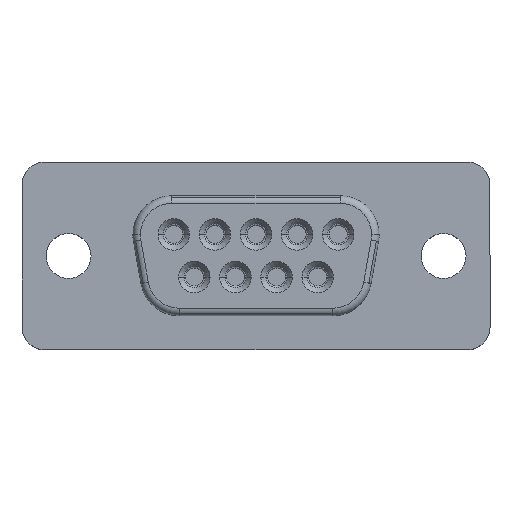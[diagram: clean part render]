
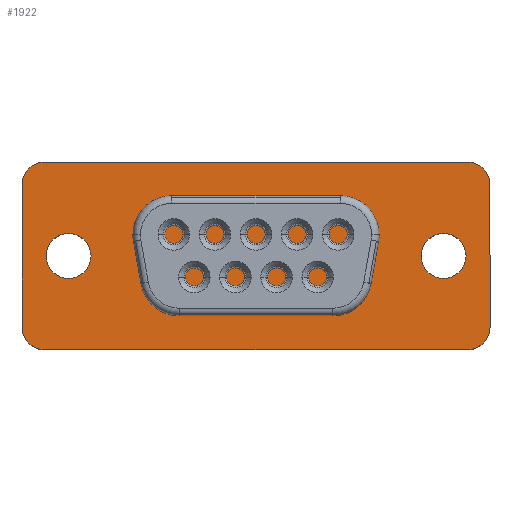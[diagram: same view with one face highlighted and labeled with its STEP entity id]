
A CAD part, top view. The second image highlights one B-rep face of the part: STEP entity #1922.
In plain terms, the highlighted planar face has unit normal (0, 0, 1).
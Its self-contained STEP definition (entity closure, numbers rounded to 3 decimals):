
#1382=CARTESIAN_POINT('',(15.161,-5.811,6.2));
#1383=VERTEX_POINT('',#1382);
#1399=CARTESIAN_POINT('',(15.6,-4.75,6.2));
#1400=VERTEX_POINT('',#1399);
#1407=CARTESIAN_POINT('',(14.1,-4.75,6.2));
#1408=DIRECTION('',(0.0,0.0,-1.));
#1409=DIRECTION('',(0.707,-0.707,0.0));
#1410=AXIS2_PLACEMENT_3D('',#1407,#1408,#1409);
#1411=CIRCLE('',#1410,1.5);
#1412=EDGE_CURVE('',#1400,#1383,#1411,.T.);
#1424=CARTESIAN_POINT('',(15.161,5.811,6.2));
#1425=VERTEX_POINT('',#1424);
#1441=CARTESIAN_POINT('',(14.1,6.25,6.2));
#1442=VERTEX_POINT('',#1441);
#1449=CARTESIAN_POINT('',(14.1,4.75,6.2));
#1450=DIRECTION('',(0.0,0.0,-1.));
#1451=DIRECTION('',(0.707,0.707,0.0));
#1452=AXIS2_PLACEMENT_3D('',#1449,#1450,#1451);
#1453=CIRCLE('',#1452,1.5);
#1454=EDGE_CURVE('',#1442,#1425,#1453,.T.);
#1466=CARTESIAN_POINT('',(-15.161,5.811,6.2));
#1467=VERTEX_POINT('',#1466);
#1483=CARTESIAN_POINT('',(-15.6,4.75,6.2));
#1484=VERTEX_POINT('',#1483);
#1491=CARTESIAN_POINT('',(-14.1,4.75,6.2));
#1492=DIRECTION('',(0.0,0.0,-1.0));
#1493=DIRECTION('',(-0.707,0.707,0.0));
#1494=AXIS2_PLACEMENT_3D('',#1491,#1492,#1493);
#1495=CIRCLE('',#1494,1.5);
#1496=EDGE_CURVE('',#1484,#1467,#1495,.T.);
#1508=CARTESIAN_POINT('',(-15.161,-5.811,6.2));
#1509=VERTEX_POINT('',#1508);
#1525=CARTESIAN_POINT('',(-14.1,-6.25,6.2));
#1526=VERTEX_POINT('',#1525);
#1533=CARTESIAN_POINT('',(-14.1,-4.75,6.2));
#1534=DIRECTION('',(0.0,0.0,-1.0));
#1535=DIRECTION('',(-0.707,-0.707,0.0));
#1536=AXIS2_PLACEMENT_3D('',#1533,#1534,#1535);
#1537=CIRCLE('',#1536,1.5);
#1538=EDGE_CURVE('',#1526,#1509,#1537,.T.);
#1550=CARTESIAN_POINT('',(14.,0.,6.2));
#1551=VERTEX_POINT('',#1550);
#1567=CARTESIAN_POINT('',(11.,0.,6.2));
#1568=VERTEX_POINT('',#1567);
#1575=CARTESIAN_POINT('',(12.5,0.,6.2));
#1576=DIRECTION('',(0.0,0.0,-1.0));
#1577=DIRECTION('',(1.0,0.0,0.0));
#1578=AXIS2_PLACEMENT_3D('',#1575,#1576,#1577);
#1579=CIRCLE('',#1578,1.5);
#1580=EDGE_CURVE('',#1551,#1568,#1579,.T.);
#1592=CARTESIAN_POINT('',(-11.,0.,6.2));
#1593=VERTEX_POINT('',#1592);
#1609=CARTESIAN_POINT('',(-14.,0.,6.2));
#1610=VERTEX_POINT('',#1609);
#1617=CARTESIAN_POINT('',(-12.5,0.,6.2));
#1618=DIRECTION('',(0.0,0.0,-1.0));
#1619=DIRECTION('',(1.0,0.0,0.0));
#1620=AXIS2_PLACEMENT_3D('',#1617,#1618,#1619);
#1621=CIRCLE('',#1620,1.5);
#1622=EDGE_CURVE('',#1593,#1610,#1621,.T.);
#1633=CARTESIAN_POINT('',(-12.5,0.,6.2));
#1634=DIRECTION('',(0.0,0.0,-1.0));
#1635=DIRECTION('',(1.0,0.0,0.0));
#1636=AXIS2_PLACEMENT_3D('',#1633,#1634,#1635);
#1637=CIRCLE('',#1636,1.5);
#1638=EDGE_CURVE('',#1610,#1593,#1637,.T.);
#1657=CARTESIAN_POINT('',(12.5,0.,6.2));
#1658=DIRECTION('',(0.0,0.0,-1.0));
#1659=DIRECTION('',(1.0,0.0,0.0));
#1660=AXIS2_PLACEMENT_3D('',#1657,#1658,#1659);
#1661=CIRCLE('',#1660,1.5);
#1662=EDGE_CURVE('',#1568,#1551,#1661,.T.);
#1681=CARTESIAN_POINT('',(-15.6,-4.75,6.2));
#1682=VERTEX_POINT('',#1681);
#1683=CARTESIAN_POINT('',(-14.1,-4.75,6.2));
#1684=DIRECTION('',(0.0,0.0,-1.0));
#1685=DIRECTION('',(-0.707,-0.707,0.0));
#1686=AXIS2_PLACEMENT_3D('',#1683,#1684,#1685);
#1687=CIRCLE('',#1686,1.5);
#1688=EDGE_CURVE('',#1509,#1682,#1687,.T.);
#1713=CARTESIAN_POINT('',(-15.6,-4.75,6.2));
#1714=DIRECTION('',(0.,1.0,0.0));
#1715=VECTOR('',#1714,9.5);
#1716=LINE('',#1713,#1715);
#1717=EDGE_CURVE('',#1682,#1484,#1716,.T.);
#1736=CARTESIAN_POINT('',(-14.1,6.25,6.2));
#1737=VERTEX_POINT('',#1736);
#1738=CARTESIAN_POINT('',(-14.1,4.75,6.2));
#1739=DIRECTION('',(0.0,0.0,-1.0));
#1740=DIRECTION('',(-0.707,0.707,0.0));
#1741=AXIS2_PLACEMENT_3D('',#1738,#1739,#1740);
#1742=CIRCLE('',#1741,1.5);
#1743=EDGE_CURVE('',#1467,#1737,#1742,.T.);
#1768=CARTESIAN_POINT('',(-14.1,6.25,6.2));
#1769=DIRECTION('',(1.0,0.0,0.0));
#1770=VECTOR('',#1769,28.2);
#1771=LINE('',#1768,#1770);
#1772=EDGE_CURVE('',#1737,#1442,#1771,.T.);
#1791=CARTESIAN_POINT('',(15.6,4.75,6.2));
#1792=VERTEX_POINT('',#1791);
#1793=CARTESIAN_POINT('',(14.1,4.75,6.2));
#1794=DIRECTION('',(0.0,0.0,-1.));
#1795=DIRECTION('',(0.707,0.707,0.0));
#1796=AXIS2_PLACEMENT_3D('',#1793,#1794,#1795);
#1797=CIRCLE('',#1796,1.5);
#1798=EDGE_CURVE('',#1425,#1792,#1797,.T.);
#1823=CARTESIAN_POINT('',(15.6,4.75,6.2));
#1824=DIRECTION('',(0.0,-1.0,0.0));
#1825=VECTOR('',#1824,9.5);
#1826=LINE('',#1823,#1825);
#1827=EDGE_CURVE('',#1792,#1400,#1826,.T.);
#1846=CARTESIAN_POINT('',(14.1,-6.25,6.2));
#1847=VERTEX_POINT('',#1846);
#1848=CARTESIAN_POINT('',(14.1,-4.75,6.2));
#1849=DIRECTION('',(0.0,0.0,-1.));
#1850=DIRECTION('',(0.707,-0.707,0.0));
#1851=AXIS2_PLACEMENT_3D('',#1848,#1849,#1850);
#1852=CIRCLE('',#1851,1.5);
#1853=EDGE_CURVE('',#1383,#1847,#1852,.T.);
#1878=CARTESIAN_POINT('',(14.1,-6.25,6.2));
#1879=DIRECTION('',(-1.0,0.0,0.0));
#1880=VECTOR('',#1879,28.2);
#1881=LINE('',#1878,#1880);
#1882=EDGE_CURVE('',#1847,#1526,#1881,.T.);
#1895=CARTESIAN_POINT('',(0.,0.,6.2));
#1896=DIRECTION('',(0.0,0.0,1.0));
#1897=DIRECTION('',(1.0,0.0,0.0));
#1898=AXIS2_PLACEMENT_3D('',#1895,#1896,#1897);
#1899=PLANE('',#1898);
#1900=ORIENTED_EDGE('',*,*,#1538,.F.);
#1901=ORIENTED_EDGE('',*,*,#1882,.F.);
#1902=ORIENTED_EDGE('',*,*,#1853,.F.);
#1903=ORIENTED_EDGE('',*,*,#1412,.F.);
#1904=ORIENTED_EDGE('',*,*,#1827,.F.);
#1905=ORIENTED_EDGE('',*,*,#1798,.F.);
#1906=ORIENTED_EDGE('',*,*,#1454,.F.);
#1907=ORIENTED_EDGE('',*,*,#1772,.F.);
#1908=ORIENTED_EDGE('',*,*,#1743,.F.);
#1909=ORIENTED_EDGE('',*,*,#1496,.F.);
#1910=ORIENTED_EDGE('',*,*,#1717,.F.);
#1911=ORIENTED_EDGE('',*,*,#1688,.F.);
#1912=EDGE_LOOP('',(#1900,#1901,#1902,#1903,#1904,#1905,#1906,#1907,#1908,#1909,#1910,#1911));
#1913=FACE_OUTER_BOUND('',#1912,.T.);
#1914=ORIENTED_EDGE('',*,*,#1622,.T.);
#1915=ORIENTED_EDGE('',*,*,#1638,.T.);
#1916=EDGE_LOOP('',(#1914,#1915));
#1917=FACE_BOUND('',#1916,.T.);
#1918=ORIENTED_EDGE('',*,*,#1580,.T.);
#1919=ORIENTED_EDGE('',*,*,#1662,.T.);
#1920=EDGE_LOOP('',(#1918,#1919));
#1921=FACE_BOUND('',#1920,.T.);
#1922=ADVANCED_FACE('',(#1913,#1917,#1921),#1899,.T.);
